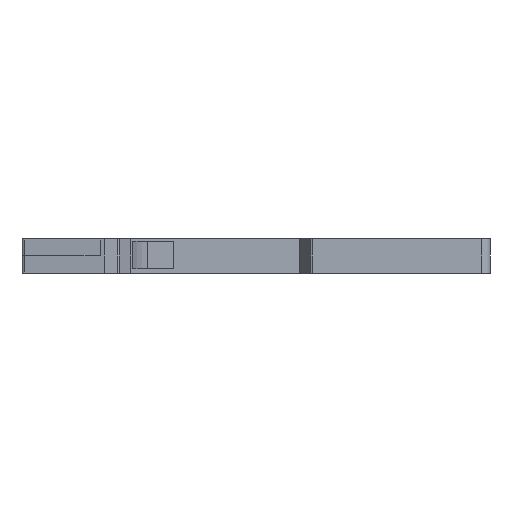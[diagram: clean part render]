
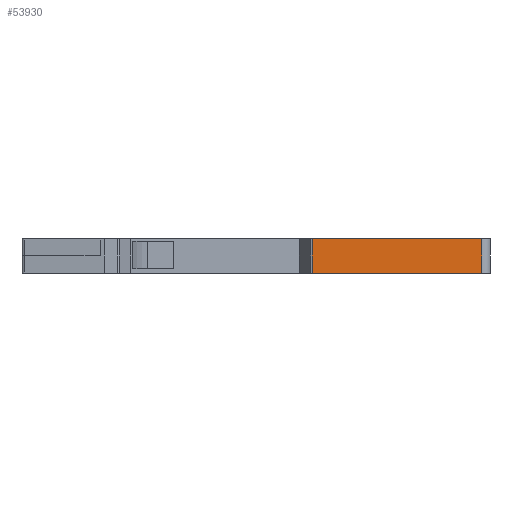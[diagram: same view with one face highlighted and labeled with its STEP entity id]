
A CAD part, front view. The second image highlights one B-rep face of the part: STEP entity #53930.
In plain terms, the highlighted planar face has unit normal (0, -1, 0).
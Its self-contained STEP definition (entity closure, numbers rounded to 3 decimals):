
#53540=CARTESIAN_POINT('',(35.7,-6.,0.));
#53550=DIRECTION('',(0.,1.,0.));
#53560=DIRECTION('',(1.,0.,0.));
#53570=AXIS2_PLACEMENT_3D('',#53540,#53550,#53560);
#53580=PLANE('',#53570);
#53590=CARTESIAN_POINT('',(-118.434,-6.,0.));
#53600=DIRECTION('',(-1.,0.,0.));
#53610=VECTOR('',#53600,1.);
#53620=LINE('',#53590,#53610);
#53630=CARTESIAN_POINT('',(35.7,-6.,0.));
#53640=VERTEX_POINT('',#53630);
#53650=CARTESIAN_POINT('',(4.866,-6.,0.));
#53660=VERTEX_POINT('',#53650);
#53670=EDGE_CURVE('',#53640,#53660,#53620,.T.);
#53680=ORIENTED_EDGE('',*,*,#53670,.T.);
#53690=CARTESIAN_POINT('',(35.7,-6.,0.));
#53700=DIRECTION('',(0.,0.,-1.));
#53710=VECTOR('',#53700,1.);
#53720=LINE('',#53690,#53710);
#53730=CARTESIAN_POINT('',(35.7,-6.,-6.2));
#53740=VERTEX_POINT('',#53730);
#53750=EDGE_CURVE('',#53640,#53740,#53720,.T.);
#53760=ORIENTED_EDGE('',*,*,#53750,.F.);
#53770=CARTESIAN_POINT('',(-118.434,-6.,-6.2));
#53780=DIRECTION('',(1.,0.,0.));
#53790=VECTOR('',#53780,1.);
#53800=LINE('',#53770,#53790);
#53810=CARTESIAN_POINT('',(4.866,-6.,-6.2));
#53820=VERTEX_POINT('',#53810);
#53830=EDGE_CURVE('',#53820,#53740,#53800,.T.);
#53840=ORIENTED_EDGE('',*,*,#53830,.T.);
#53850=CARTESIAN_POINT('',(4.866,-6.,0.));
#53860=DIRECTION('',(0.,0.,-1.));
#53870=VECTOR('',#53860,1.);
#53880=LINE('',#53850,#53870);
#53890=EDGE_CURVE('',#53660,#53820,#53880,.T.);
#53900=ORIENTED_EDGE('',*,*,#53890,.T.);
#53910=EDGE_LOOP('',(#53900,#53840,#53760,#53680));
#53920=FACE_OUTER_BOUND('',#53910,.T.);
#53930=ADVANCED_FACE('',(#53920),#53580,.F.);
